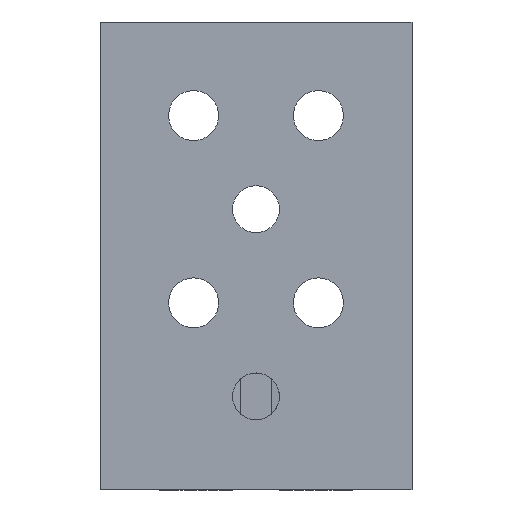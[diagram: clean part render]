
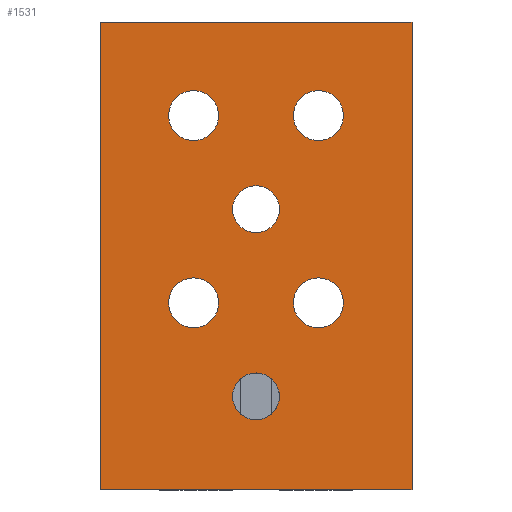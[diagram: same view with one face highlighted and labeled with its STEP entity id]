
A CAD part, left-side view. The second image highlights one B-rep face of the part: STEP entity #1531.
In plain terms, the highlighted planar face has unit normal (-1, 0, 0).
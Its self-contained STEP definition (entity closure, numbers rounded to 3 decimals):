
#152=CARTESIAN_POINT('',(0.,-14.0,10.4));
#153=VERTEX_POINT('',#152);
#154=CARTESIAN_POINT('',(0.0,-14.0,12.));
#155=DIRECTION('',(1.0,0.0,0.0));
#156=DIRECTION('',(0.0,0.0,1.0));
#157=AXIS2_PLACEMENT_3D('',#154,#155,#156);
#158=CIRCLE('',#157,1.6);
#159=EDGE_CURVE('',#153,#153,#158,.T.);
#252=CARTESIAN_POINT('',(0.,-6.,10.4));
#253=VERTEX_POINT('',#252);
#254=CARTESIAN_POINT('',(0.0,-6.,12.));
#255=DIRECTION('',(1.0,0.0,0.0));
#256=DIRECTION('',(0.0,0.0,1.0));
#257=AXIS2_PLACEMENT_3D('',#254,#255,#256);
#258=CIRCLE('',#257,1.6);
#259=EDGE_CURVE('',#253,#253,#258,.T.);
#352=CARTESIAN_POINT('',(0.,-6.,22.4));
#353=VERTEX_POINT('',#352);
#354=CARTESIAN_POINT('',(0.0,-6.,24.));
#355=DIRECTION('',(1.0,0.0,0.0));
#356=DIRECTION('',(0.0,0.0,1.0));
#357=AXIS2_PLACEMENT_3D('',#354,#355,#356);
#358=CIRCLE('',#357,1.6);
#359=EDGE_CURVE('',#353,#353,#358,.T.);
#451=CARTESIAN_POINT('',(0.,-14.0,22.4));
#452=VERTEX_POINT('',#451);
#453=CARTESIAN_POINT('',(0.0,-14.0,24.));
#454=DIRECTION('',(1.0,0.0,0.0));
#455=DIRECTION('',(0.0,0.0,1.0));
#456=AXIS2_PLACEMENT_3D('',#453,#454,#455);
#457=CIRCLE('',#456,1.6);
#458=EDGE_CURVE('',#452,#452,#457,.T.);
#594=CARTESIAN_POINT('',(0.,-11.5,18.));
#595=VERTEX_POINT('',#594);
#596=CARTESIAN_POINT('',(0.,-10.0,18.));
#597=DIRECTION('',(1.0,0.0,0.0));
#598=DIRECTION('',(0.0,-1.0,0.0));
#599=AXIS2_PLACEMENT_3D('',#596,#597,#598);
#600=CIRCLE('',#599,1.5);
#601=EDGE_CURVE('',#595,#595,#600,.T.);
#670=CARTESIAN_POINT('',(0.,-11.5,6.));
#671=VERTEX_POINT('',#670);
#672=CARTESIAN_POINT('',(0.,-10.0,6.));
#673=DIRECTION('',(1.0,0.0,0.0));
#674=DIRECTION('',(0.0,-1.0,0.0));
#675=AXIS2_PLACEMENT_3D('',#672,#673,#674);
#676=CIRCLE('',#675,1.5);
#677=EDGE_CURVE('',#671,#671,#676,.T.);
#1457=CARTESIAN_POINT('',(0.,-20.0,30.0));
#1458=VERTEX_POINT('',#1457);
#1465=CARTESIAN_POINT('',(0.,-20.0,0.0));
#1466=VERTEX_POINT('',#1465);
#1467=CARTESIAN_POINT('',(0.,-20.0,0.0));
#1468=DIRECTION('',(0.0,0.0,1.0));
#1469=VECTOR('',#1468,30.0);
#1470=LINE('',#1467,#1469);
#1471=EDGE_CURVE('',#1466,#1458,#1470,.T.);
#1483=CARTESIAN_POINT('',(0.,-20.0,0.0));
#1484=DIRECTION('',(-1.0,0.0,0.0));
#1485=DIRECTION('',(0.0,0.0,1.0));
#1486=AXIS2_PLACEMENT_3D('',#1483,#1484,#1485);
#1487=PLANE('',#1486);
#1488=CARTESIAN_POINT('',(0.0,0.0,30.0));
#1489=VERTEX_POINT('',#1488);
#1490=CARTESIAN_POINT('',(0.,-20.0,30.0));
#1491=DIRECTION('',(0.0,1.0,0.0));
#1492=VECTOR('',#1491,20.0);
#1493=LINE('',#1490,#1492);
#1494=EDGE_CURVE('',#1458,#1489,#1493,.T.);
#1495=ORIENTED_EDGE('',*,*,#1494,.T.);
#1496=CARTESIAN_POINT('',(0.0,0.0,0.0));
#1497=VERTEX_POINT('',#1496);
#1498=CARTESIAN_POINT('',(0.0,0.0,0.0));
#1499=DIRECTION('',(0.0,0.0,1.0));
#1500=VECTOR('',#1499,30.0);
#1501=LINE('',#1498,#1500);
#1502=EDGE_CURVE('',#1497,#1489,#1501,.T.);
#1503=ORIENTED_EDGE('',*,*,#1502,.F.);
#1504=CARTESIAN_POINT('',(0.,-20.0,0.0));
#1505=DIRECTION('',(0.0,1.0,0.0));
#1506=VECTOR('',#1505,20.0);
#1507=LINE('',#1504,#1506);
#1508=EDGE_CURVE('',#1466,#1497,#1507,.T.);
#1509=ORIENTED_EDGE('',*,*,#1508,.F.);
#1510=ORIENTED_EDGE('',*,*,#1471,.T.);
#1511=EDGE_LOOP('',(#1495,#1503,#1509,#1510));
#1512=FACE_OUTER_BOUND('',#1511,.T.);
#1513=ORIENTED_EDGE('',*,*,#159,.T.);
#1514=EDGE_LOOP('',(#1513));
#1515=FACE_BOUND('',#1514,.T.);
#1516=ORIENTED_EDGE('',*,*,#259,.T.);
#1517=EDGE_LOOP('',(#1516));
#1518=FACE_BOUND('',#1517,.T.);
#1519=ORIENTED_EDGE('',*,*,#359,.T.);
#1520=EDGE_LOOP('',(#1519));
#1521=FACE_BOUND('',#1520,.T.);
#1522=ORIENTED_EDGE('',*,*,#458,.T.);
#1523=EDGE_LOOP('',(#1522));
#1524=FACE_BOUND('',#1523,.T.);
#1525=ORIENTED_EDGE('',*,*,#601,.T.);
#1526=EDGE_LOOP('',(#1525));
#1527=FACE_BOUND('',#1526,.T.);
#1528=ORIENTED_EDGE('',*,*,#677,.T.);
#1529=EDGE_LOOP('',(#1528));
#1530=FACE_BOUND('',#1529,.T.);
#1531=ADVANCED_FACE('',(#1512,#1515,#1518,#1521,#1524,#1527,#1530),#1487,.T.);
